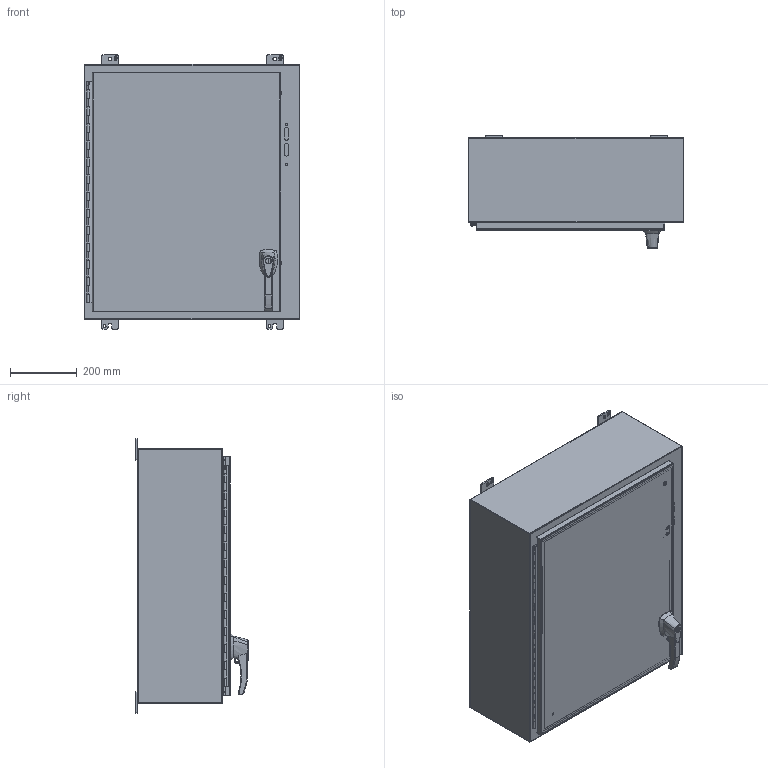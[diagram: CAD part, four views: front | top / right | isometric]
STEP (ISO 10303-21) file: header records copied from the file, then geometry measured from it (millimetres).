
FILE_DESCRIPTION (( 'STEP AP214' ), '1' );
FILE_NAME ('1447SE10HK.STEP', '2019-11-11T19:03:03', ( '' ), ( '' ), 'SwSTEP 2.0', 'SolidWorks 2019', '' );
FILE_SCHEMA (( 'AUTOMOTIVE_DESIGN' ));
Length unit declared in the file: inch
Products named in the file (1): 1447SE10HK
Bounding box: 644.53 x 334.7 x 819.14 mm (x, y, z)
Volume: 4784352.4 mm3; surface area: 4754260.4 mm2
Topology: 49 solids, 50 shells, 1191 faces, 2931 edges, 1869 vertices
Faces by surface type: plane 735, cylinder 341, bspline 58, torus 28, cone 27, sphere 2
Full cylindrical faces by diameter (mm): 3.967 x2, 4.394 x2, 4.47 x4, 4.572 x2, 4.763 x1, 4.775 x2, 4.976 x1, 5.461 x2, 5.893 x1, 5.918 x1, 6.35 x11, 6.502 x1, 6.731 x2, 7.137 x4, 7.805 x2, 7.937 x2, 7.938 x4, 8.001 x1, 8.128 x1, 8.255 x1, 8.382 x4, 8.484 x1, 8.89 x1, 9.525 x9, 10.008 x1, 10.211 x2, 10.49 x2, 11.049 x1, 11.112 x3, 11.113 x1
Entity records: 55048 total; most frequent: CARTESIAN_POINT 27048, ORIENTED_EDGE 5494, DIRECTION 5462, EDGE_CURVE 2747, LINE 1854, VECTOR 1854, VERTEX_POINT 1842, AXIS2_PLACEMENT_3D 1804
